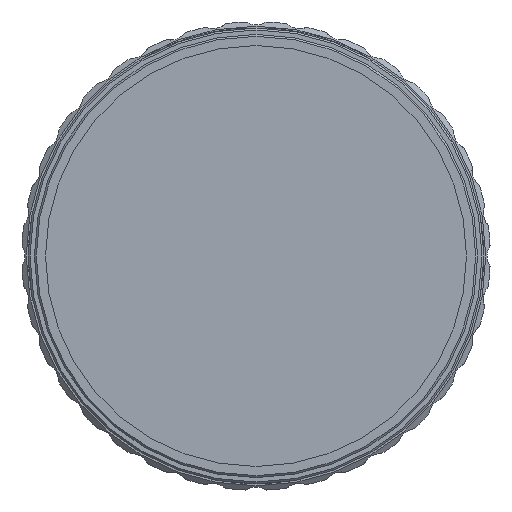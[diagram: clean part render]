
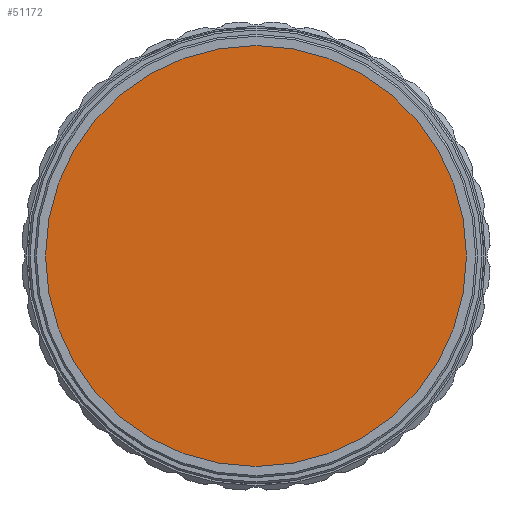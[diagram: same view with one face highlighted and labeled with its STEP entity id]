
A CAD part, left-side view. The second image highlights one B-rep face of the part: STEP entity #51172.
In plain terms, the highlighted planar face has unit normal (-1, 0, 0).
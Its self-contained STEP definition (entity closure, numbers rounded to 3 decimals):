
#8600 = CARTESIAN_POINT ( 'NONE',  ( 16.549, 0., 0. ) ) ;
#8873 = EDGE_LOOP ( 'NONE', ( #11134 ) ) ;
#11134 = ORIENTED_EDGE ( 'NONE', *, *, #46861, .T. ) ;
#14971 = AXIS2_PLACEMENT_3D ( 'NONE', #24895, #42485, #45958 ) ;
#18143 = VERTEX_POINT ( 'NONE', #26809 ) ;
#20059 = AXIS2_PLACEMENT_3D ( 'NONE', #8600, #52417, #56446 ) ;
#22827 = CIRCLE ( 'NONE', #20059, 33.25 ) ;
#24895 = CARTESIAN_POINT ( 'NONE',  ( 16.549, 0., 0. ) ) ;
#25183 = FACE_OUTER_BOUND ( 'NONE', #8873, .T. ) ;
#26809 = CARTESIAN_POINT ( 'NONE',  ( 16.549, 0., 33.25 ) ) ;
#29215 = PLANE ( 'NONE',  #14971 ) ;
#42485 = DIRECTION ( 'NONE',  ( -1., 0., 0. ) ) ;
#45958 = DIRECTION ( 'NONE',  ( 0., 0., 1. ) ) ;
#46861 = EDGE_CURVE ( 'NONE', #18143, #18143, #22827, .T. ) ;
#51172 = ADVANCED_FACE ( 'NONE', ( #25183 ), #29215, .T. ) ;
#52417 = DIRECTION ( 'NONE',  ( -1., 0., 0. ) ) ;
#56446 = DIRECTION ( 'NONE',  ( 0., 0., 1. ) ) ;
